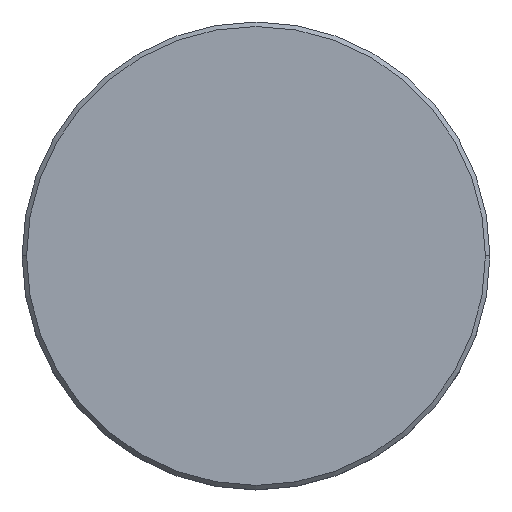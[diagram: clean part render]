
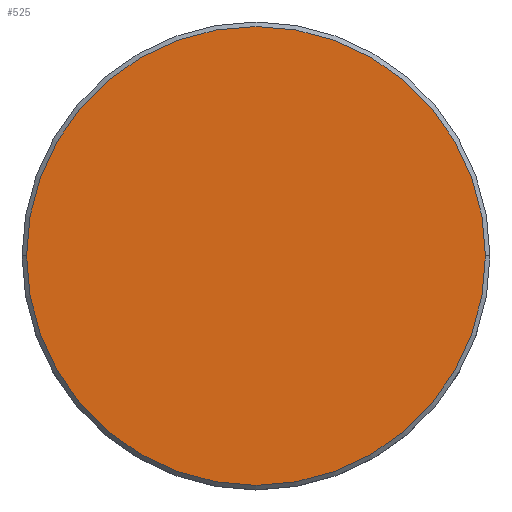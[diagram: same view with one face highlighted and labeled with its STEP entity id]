
A CAD part, top view. The second image highlights one B-rep face of the part: STEP entity #525.
In plain terms, the highlighted planar face has unit normal (0, 0, 1).
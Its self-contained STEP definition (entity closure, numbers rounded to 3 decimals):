
#37 = ORIENTED_EDGE ( 'NONE', *, *, #1080, .T. ) ;
#78 = AXIS2_PLACEMENT_3D ( 'NONE', #449, #1175, #89 ) ;
#89 = DIRECTION ( 'NONE',  ( 1., 0., 0. ) ) ;
#233 = DIRECTION ( 'NONE',  ( 0., 0., 1. ) ) ;
#243 = CARTESIAN_POINT ( 'NONE',  ( 0., 0., 0. ) ) ;
#258 = EDGE_LOOP ( 'NONE', ( #371, #37 ) ) ;
#331 = DIRECTION ( 'NONE',  ( 1., 0., 0. ) ) ;
#359 = FACE_OUTER_BOUND ( 'NONE', #258, .T. ) ;
#371 = ORIENTED_EDGE ( 'NONE', *, *, #804, .T. ) ;
#372 = PLANE ( 'NONE',  #78 ) ;
#449 = CARTESIAN_POINT ( 'NONE',  ( 0., 0., 0. ) ) ;
#525 = ADVANCED_FACE ( 'NONE', ( #359 ), #372, .T. ) ;
#586 = CARTESIAN_POINT ( 'NONE',  ( 0., 0., 0. ) ) ;
#606 = DIRECTION ( 'NONE',  ( 0., 0., 1. ) ) ;
#607 = VERTEX_POINT ( 'NONE', #716 ) ;
#716 = CARTESIAN_POINT ( 'NONE',  ( 25.5, 0., 0. ) ) ;
#804 = EDGE_CURVE ( 'NONE', #1138, #607, #975, .T. ) ;
#846 = CIRCLE ( 'NONE', #1149, 25.5 ) ;
#892 = CARTESIAN_POINT ( 'NONE',  ( -25.5, 0., 0. ) ) ;
#975 = CIRCLE ( 'NONE', #1165, 25.5 ) ;
#1080 = EDGE_CURVE ( 'NONE', #607, #1138, #846, .T. ) ;
#1138 = VERTEX_POINT ( 'NONE', #892 ) ;
#1149 = AXIS2_PLACEMENT_3D ( 'NONE', #586, #233, #331 ) ;
#1158 = DIRECTION ( 'NONE',  ( 1., 0., 0. ) ) ;
#1165 = AXIS2_PLACEMENT_3D ( 'NONE', #243, #606, #1158 ) ;
#1175 = DIRECTION ( 'NONE',  ( 0., 0., 1. ) ) ;
